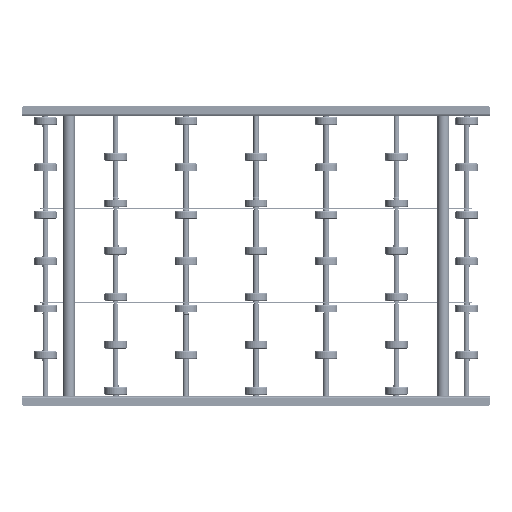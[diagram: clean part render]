
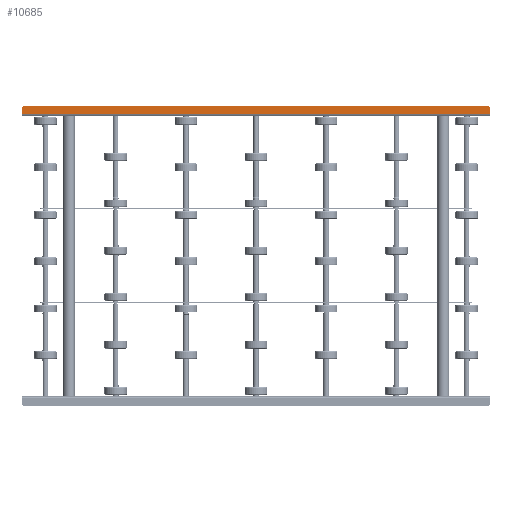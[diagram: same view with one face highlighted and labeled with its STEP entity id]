
A CAD part, front view. The second image highlights one B-rep face of the part: STEP entity #10685.
In plain terms, the highlighted planar face has unit normal (0, -1, 0).
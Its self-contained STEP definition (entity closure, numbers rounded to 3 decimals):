
#137 = AXIS2_PLACEMENT_3D ( 'NONE', #3506, #6876, #12362 ) ;
#491 = EDGE_CURVE ( 'NONE', #17544, #21954, #19068, .T. ) ;
#869 = EDGE_CURVE ( 'NONE', #3562, #13297, #1356, .T. ) ;
#1356 = CIRCLE ( 'NONE', #2835, 4. ) ;
#1664 = CARTESIAN_POINT ( 'NONE',  ( 0., -70., 4. ) ) ;
#1924 = CARTESIAN_POINT ( 'NONE',  ( 1000., -70., 20. ) ) ;
#2835 = AXIS2_PLACEMENT_3D ( 'NONE', #13534, #9683, #4311 ) ;
#2912 = CARTESIAN_POINT ( 'NONE',  ( 0., -70., 16. ) ) ;
#3086 = CARTESIAN_POINT ( 'NONE',  ( 0., -70., 20. ) ) ;
#3506 = CARTESIAN_POINT ( 'NONE',  ( 0., -70., 0. ) ) ;
#3562 = VERTEX_POINT ( 'NONE', #7490 ) ;
#3813 = LINE ( 'NONE', #16280, #5587 ) ;
#4137 = ORIENTED_EDGE ( 'NONE', *, *, #4390, .T. ) ;
#4311 = DIRECTION ( 'NONE',  ( 0., 0., -1. ) ) ;
#4390 = EDGE_CURVE ( 'NONE', #13602, #21954, #8766, .T. ) ;
#5513 = LINE ( 'NONE', #1664, #8662 ) ;
#5530 = DIRECTION ( 'NONE',  ( 1., 0., 0. ) ) ;
#5587 = VECTOR ( 'NONE', #10578, 1000. ) ;
#6876 = DIRECTION ( 'NONE',  ( 0., -1., 0. ) ) ;
#6887 = EDGE_CURVE ( 'NONE', #3562, #12070, #3813, .T. ) ;
#6908 = VECTOR ( 'NONE', #15552, 1000. ) ;
#7095 = ORIENTED_EDGE ( 'NONE', *, *, #869, .T. ) ;
#7156 = DIRECTION ( 'NONE',  ( 0., 0., -1. ) ) ;
#7490 = CARTESIAN_POINT ( 'NONE',  ( 1000., -70., 16. ) ) ;
#7586 = ORIENTED_EDGE ( 'NONE', *, *, #491, .F. ) ;
#8592 = CARTESIAN_POINT ( 'NONE',  ( 4., -70., 20. ) ) ;
#8662 = VECTOR ( 'NONE', #19777, 1000. ) ;
#8766 = CIRCLE ( 'NONE', #15230, 4. ) ;
#8863 = EDGE_CURVE ( 'NONE', #17544, #12070, #5513, .T. ) ;
#9282 = ORIENTED_EDGE ( 'NONE', *, *, #6887, .F. ) ;
#9683 = DIRECTION ( 'NONE',  ( 0., -1., 0. ) ) ;
#10578 = DIRECTION ( 'NONE',  ( 0., 0., -1. ) ) ;
#10685 = ADVANCED_FACE ( 'NONE', ( #10821 ), #14118, .T. ) ;
#10821 = FACE_OUTER_BOUND ( 'NONE', #12938, .T. ) ;
#11247 = EDGE_CURVE ( 'NONE', #13602, #13297, #16032, .T. ) ;
#12070 = VERTEX_POINT ( 'NONE', #20432 ) ;
#12362 = DIRECTION ( 'NONE',  ( 0., 0., -1. ) ) ;
#12650 = CARTESIAN_POINT ( 'NONE',  ( 4., -70., 16. ) ) ;
#12938 = EDGE_LOOP ( 'NONE', ( #9282, #7095, #22395, #4137, #7586, #22797 ) ) ;
#13149 = CARTESIAN_POINT ( 'NONE',  ( 0., -70., 4. ) ) ;
#13297 = VERTEX_POINT ( 'NONE', #15603 ) ;
#13534 = CARTESIAN_POINT ( 'NONE',  ( 996., -70., 16. ) ) ;
#13602 = VERTEX_POINT ( 'NONE', #8592 ) ;
#14118 = PLANE ( 'NONE',  #137 ) ;
#15119 = VECTOR ( 'NONE', #5530, 1000. ) ;
#15230 = AXIS2_PLACEMENT_3D ( 'NONE', #12650, #16031, #7156 ) ;
#15552 = DIRECTION ( 'NONE',  ( 0., 0., 1. ) ) ;
#15603 = CARTESIAN_POINT ( 'NONE',  ( 996., -70., 20. ) ) ;
#16031 = DIRECTION ( 'NONE',  ( 0., -1., 0. ) ) ;
#16032 = LINE ( 'NONE', #1924, #15119 ) ;
#16280 = CARTESIAN_POINT ( 'NONE',  ( 1000., -70., 2. ) ) ;
#17544 = VERTEX_POINT ( 'NONE', #13149 ) ;
#19068 = LINE ( 'NONE', #3086, #6908 ) ;
#19777 = DIRECTION ( 'NONE',  ( 1., 0., 0. ) ) ;
#20432 = CARTESIAN_POINT ( 'NONE',  ( 1000., -70., 4. ) ) ;
#21954 = VERTEX_POINT ( 'NONE', #2912 ) ;
#22395 = ORIENTED_EDGE ( 'NONE', *, *, #11247, .F. ) ;
#22797 = ORIENTED_EDGE ( 'NONE', *, *, #8863, .T. ) ;
